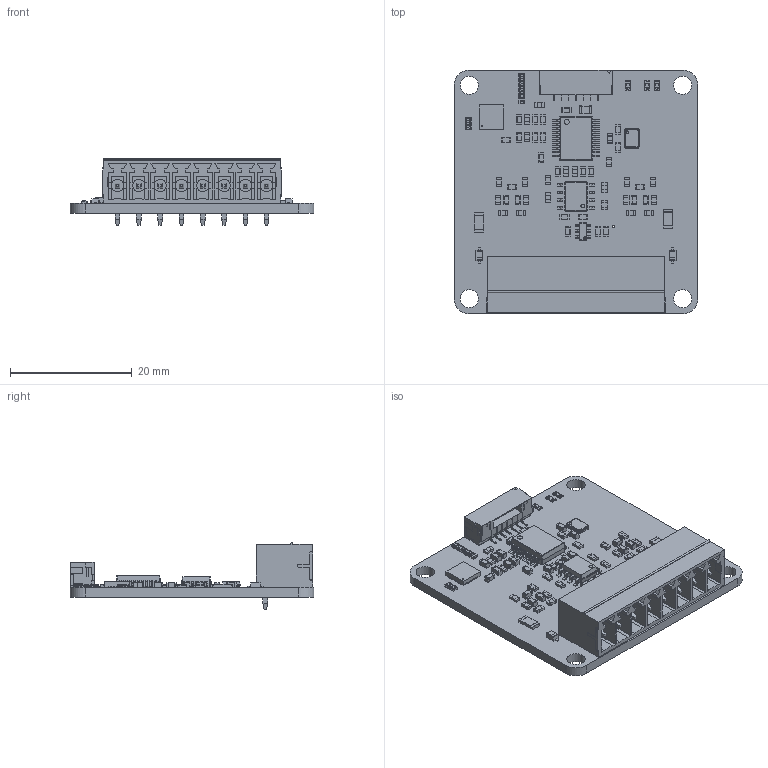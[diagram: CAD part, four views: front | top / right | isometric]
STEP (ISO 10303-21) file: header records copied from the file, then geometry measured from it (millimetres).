
FILE_DESCRIPTION(('FreeCAD Model'),'2;1');
FILE_NAME('industrial-dual-analog-in-v2.step','2018-07-31T11:14:32',('kicad StepUp'),( 'ksu MCAD'),'Open CASCADE STEP processor 7.3','FreeCAD','Unknown');
FILE_SCHEMA(('AUTOMOTIVE_DESIGN { 1 0 10303 214 1 1 1 1 }'));
Length unit declared in the file: millimetre
Products named in the file (72): industrial-dual-analog-in-v2; Board_Geoms; Pcb; Step_Models; Top; soic_8_39x49_p127_; 8er_Phoenix_Buchse_; SOD323F_; SOD323F_001; F_1206_; F_1206_001; Fusion_; SSOP-20_; C_0603_; C_0603_001; BrickletConn_7pin_; Cut_; Cut_001; QFN-24_4x4mm_Pitch0.5mm_; C_0603_002; C_0603_003; C_0603_004; C_0603_005; C_0603_006; C_0603_007; C_0805_; C_0603_008; C_0603_009; C_0603_010; C_0603_011; C_0603_012; C_0603_013; C_0603_014; C_0603_015; C_0603_016; C_0603_017; C_0603_018; C_0603_019; C_0603_020; C_0603_021 ...
Assembly tree (71 placements, depth 4):
  industrial-dual-analog-in-v2
    Board_Geoms
      Pcb
    Step_Models
      Top
        soic_8_39x49_p127_
        8er_Phoenix_Buchse_
        SOD323F_
        SOD323F_001
        F_1206_
        F_1206_001
        Fusion_
        SSOP-20_
        C_0603_
        C_0603_001
        BrickletConn_7pin_
        Cut_
        Cut_001
        QFN-24_4x4mm_Pitch0.5mm_
        C_0603_002
        C_0603_003
        C_0603_004
        C_0603_005
        C_0603_006
        C_0603_007
        C_0805_
        C_0603_008
        C_0603_009
        C_0603_010
        C_0603_011
        C_0603_012
        C_0603_013
        C_0603_014
        C_0603_015
        C_0603_016
        C_0603_017
        C_0603_018
        C_0603_019
        C_0603_020
        C_0603_021
        C_0603_022
        D_0603_blue_
        C_0603_023
        C_0603_024
        R_0603_
        R_0603_001
        R_0603_002
        R_0603_003
        R_0603_004
        R_0603_005
        R_0603_006
        R_0603_007
        R_0603_008
        R_0603_009
        R_0603_010
        R_0603_011
        R_0603_012
        R_0603_013
        R_0603_014
        R_0603_015
Bounding box: 40 x 40 x 10.9 mm (x, y, z)
Volume: 3649.8 mm3; surface area: 7425.1 mm2
Topology: 76 solids, 76 shells, 3887 faces, 10670 edges, 6954 vertices
Faces by surface type: plane 2914, cylinder 897, bspline 60, sphere 16
Full cylindrical faces by diameter (mm): 0.35 x1, 0.6 x1, 1.4 x8, 2 x8, 3 x4
Entity records: 150782 total; most frequent: CARTESIAN_POINT 22559, ORIENTED_EDGE 21308, DIRECTION 20122, EDGE_CURVE 10654, LINE 8792, VECTOR 8792, VERTEX_POINT 6954, AXIS2_PLACEMENT_3D 5665
